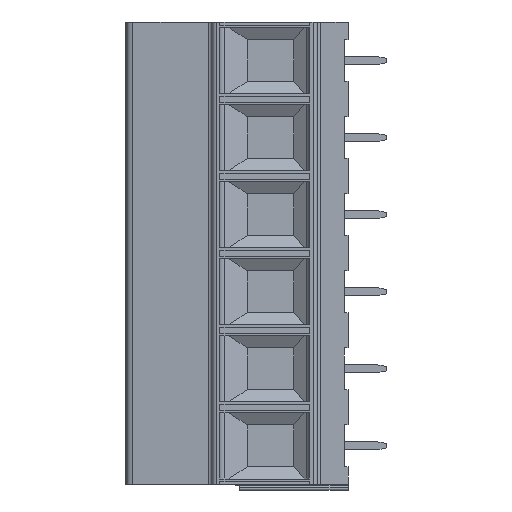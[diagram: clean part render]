
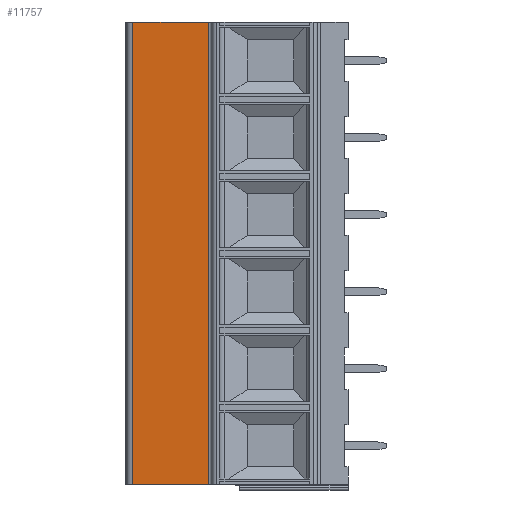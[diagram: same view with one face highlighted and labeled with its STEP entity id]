
A CAD part, left-side view. The second image highlights one B-rep face of the part: STEP entity #11757.
In plain terms, the highlighted planar face has unit normal (-0.996, 0.087, 0).
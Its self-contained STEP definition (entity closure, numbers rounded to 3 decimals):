
#84=DIRECTION('',(-0.087,-0.996,0.));
#85=VECTOR('',#84,9.977);
#86=CARTESIAN_POINT('',(-5.075,13.737,55.88));
#87=LINE('',#86,#85);
#3131=DIRECTION('',(0.,0.,-1.));
#3132=VECTOR('',#3131,60.96);
#3133=CARTESIAN_POINT('',(-5.075,13.737,55.88));
#3134=LINE('',#3133,#3132);
#3135=DIRECTION('',(0.,0.,-1.));
#3136=VECTOR('',#3135,60.96);
#3137=CARTESIAN_POINT('',(-5.945,3.798,55.88));
#3138=LINE('',#3137,#3136);
#3267=DIRECTION('',(-0.087,-0.996,0.));
#3268=VECTOR('',#3267,9.977);
#3269=CARTESIAN_POINT('',(-5.075,13.737,-5.08));
#3270=LINE('',#3269,#3268);
#6487=CARTESIAN_POINT('',(-5.075,13.737,55.88));
#6489=VERTEX_POINT('',#6487);
#6490=CARTESIAN_POINT('',(-5.945,3.798,55.88));
#6491=VERTEX_POINT('',#6490);
#6517=CARTESIAN_POINT('',(-5.075,13.737,-5.08));
#6519=VERTEX_POINT('',#6517);
#6520=CARTESIAN_POINT('',(-5.945,3.798,-5.08));
#6521=VERTEX_POINT('',#6520);
#11744=CARTESIAN_POINT('',(-5.075,13.737,55.88));
#11745=DIRECTION('',(-0.996,0.087,0.));
#11746=DIRECTION('',(-0.087,-0.996,0.));
#11747=AXIS2_PLACEMENT_3D('',#11744,#11745,#11746);
#11748=PLANE('',#11747);
#11749=ORIENTED_EDGE('',*,*,#8355,.T.);
#11751=ORIENTED_EDGE('',*,*,#11750,.T.);
#11753=ORIENTED_EDGE('',*,*,#11752,.F.);
#11754=ORIENTED_EDGE('',*,*,#11736,.F.);
#11755=EDGE_LOOP('',(#11749,#11751,#11753,#11754));
#11756=FACE_OUTER_BOUND('',#11755,.F.);
#8355=EDGE_CURVE('',#6489,#6491,#87,.T.);
#11736=EDGE_CURVE('',#6489,#6519,#3134,.T.);
#11750=EDGE_CURVE('',#6491,#6521,#3138,.T.);
#11752=EDGE_CURVE('',#6519,#6521,#3270,.T.);
#11757=ADVANCED_FACE('',(#11756),#11748,.T.);
